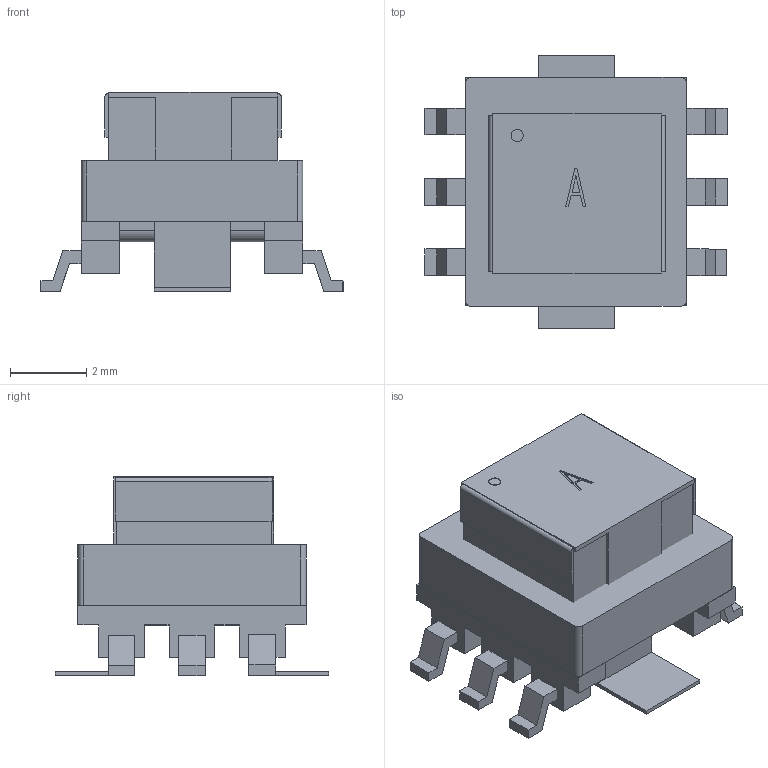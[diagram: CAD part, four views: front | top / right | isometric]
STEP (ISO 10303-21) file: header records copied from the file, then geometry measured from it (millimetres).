
FILE_DESCRIPTION(/* description */ ('Unknown'),/* implementation_level */ '2;1');
FILE_NAME(/* name */ 'HM33',/* time_stamp */ '2021-12-03T17:11:18+08:00',/* author */ ('Unknown'),/* organization */ ('Unknown'),/* preprocessor_version */ 'ST-DEVELOPER v16.7',/* originating_system */ 'Solid Edge',/* authorisation */ 'Unknown');
FILE_SCHEMA (('AUTOMOTIVE_DESIGN {1 0 10303 214 3 1 1}'));
Length unit declared in the file: millimetre
Products named in the file (6): HM33-10XXXLF - Page6; HM33-10XXXLF (1); HM33-10XXXLF (2); HM33-10XXXLF (3); HM33-10XXXLF (4); HM33-10XXXLF (5)
Assembly tree (10 placements, depth 2):
  HM33-10XXXLF - Page6
    HM33-10XXXLF (1)
    HM33-10XXXLF (2)
    HM33-10XXXLF (3)
    HM33-10XXXLF (4)
    HM33-10XXXLF (5)  x6
Bounding box: 7.94 x 7.2 x 5.24 mm (x, y, z)
Volume: 114.2 mm3; surface area: 385.7 mm2
Topology: 10 solids, 10 shells, 211 faces, 528 edges, 348 vertices
Faces by surface type: plane 202, cylinder 9
Full cylindrical faces by diameter (mm): 0.318 x1
Entity records: 5217 total; most frequent: CARTESIAN_POINT 858, ORIENTED_EDGE 814, DIRECTION 758, EDGE_CURVE 407, LINE 378, VECTOR 378, VERTEX_POINT 268, AXIS2_PLACEMENT_3D 190
